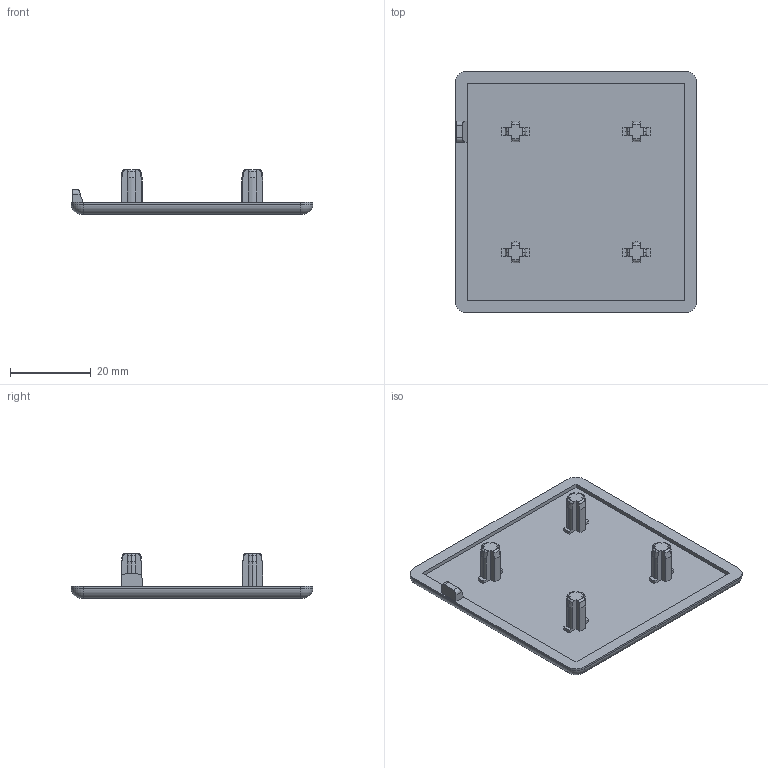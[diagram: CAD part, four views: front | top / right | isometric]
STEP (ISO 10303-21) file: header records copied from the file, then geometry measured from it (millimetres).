
FILE_DESCRIPTION(('STEP AP203'),'1');
FILE_NAME('fath_091186.stp','2021-11-23T14:43:32',('TraceParts'),('TraceParts S.A.'),'Spatial InterOp 3D',' ',' ');
FILE_SCHEMA(('CONFIG_CONTROL_DESIGN'));
Length unit declared in the file: millimetre
Products named in the file (1): 1
Bounding box: 60 x 60 x 11 mm (x, y, z)
Volume: 8168.3 mm3; surface area: 8569.8 mm2
Topology: 1 solids, 1 shells, 162 faces, 439 edges, 284 vertices
Faces by surface type: plane 60, cylinder 50, torus 28, cone 24
Entity records: 5317 total; most frequent: CARTESIAN_POINT 1180, ORIENTED_EDGE 878, DIRECTION 857, EDGE_CURVE 439, AXIS2_PLACEMENT_3D 321, VERTEX_POINT 284, LINE 215, VECTOR 215
